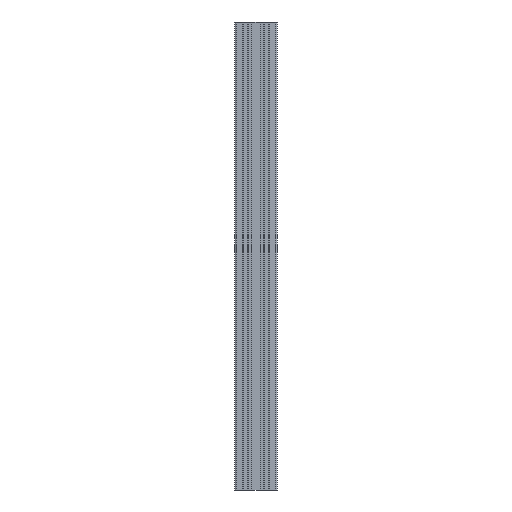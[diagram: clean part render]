
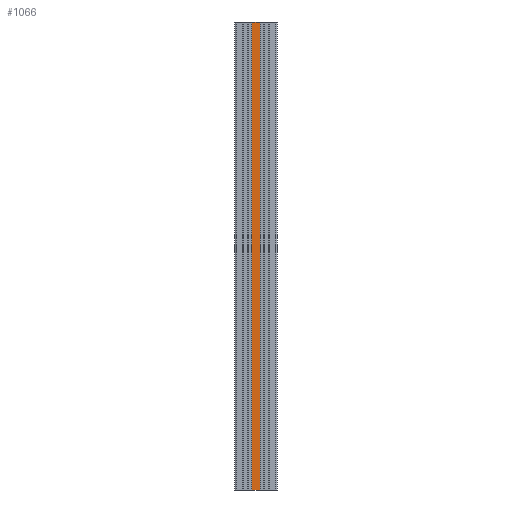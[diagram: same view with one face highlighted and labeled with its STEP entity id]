
A CAD part, front view. The second image highlights one B-rep face of the part: STEP entity #1066.
In plain terms, the highlighted planar face has unit normal (0, -1, 0).
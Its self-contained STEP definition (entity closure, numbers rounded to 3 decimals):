
#1066=ADVANCED_FACE('',(#4326),#4328,.T.);
#4326=FACE_BOUND('',#4327,.T.);
#4327=EDGE_LOOP('',(#7434,#7435,#7436,#7437));
#4328=PLANE('',#4329);
#4329=AXIS2_PLACEMENT_3D('',#4330,#4331,#4332);
#4330=CARTESIAN_POINT('',(-9.25,-21.85,0.));
#4331=DIRECTION('',(0.,-1.,0.));
#4332=DIRECTION('',(1.,0.,0.));
#7434=ORIENTED_EDGE('',*,*,#9060,.T.);
#7435=ORIENTED_EDGE('',*,*,#9462,.T.);
#7436=ORIENTED_EDGE('',*,*,#8689,.F.);
#7437=ORIENTED_EDGE('',*,*,#9461,.F.);
#8689=EDGE_CURVE('',#10001,#10003,#10004,.T.);
#9060=EDGE_CURVE('',#10729,#10727,#10730,.T.);
#9461=EDGE_CURVE('',#10729,#10001,#11371,.T.);
#9462=EDGE_CURVE('',#10727,#10003,#11372,.T.);
#10001=VERTEX_POINT('',#12320);
#10003=VERTEX_POINT('',#12324);
#10004=LINE('',#12325,#12326);
#10727=VERTEX_POINT('',#13976);
#10729=VERTEX_POINT('',#13980);
#10730=LINE('',#13981,#13982);
#11371=LINE('',#15563,#15564);
#11372=LINE('',#15566,#15567);
#12320=CARTESIAN_POINT('',(-9.25,-21.85,1000.));
#12324=CARTESIAN_POINT('',(9.25,-21.85,1000.));
#12325=CARTESIAN_POINT('',(-9.25,-21.85,1000.));
#12326=VECTOR('',#12327,1.);
#12327=DIRECTION('',(1.,0.,0.));
#13976=CARTESIAN_POINT('',(9.25,-21.85,0.));
#13980=CARTESIAN_POINT('',(-9.25,-21.85,0.));
#13981=CARTESIAN_POINT('',(-9.25,-21.85,0.));
#13982=VECTOR('',#13983,1.);
#13983=DIRECTION('',(1.,0.,0.));
#15563=CARTESIAN_POINT('',(-9.25,-21.85,0.));
#15564=VECTOR('',#15565,1.);
#15565=DIRECTION('',(0.,0.,1.));
#15566=CARTESIAN_POINT('',(9.25,-21.85,0.));
#15567=VECTOR('',#15568,1.);
#15568=DIRECTION('',(0.,0.,1.));
